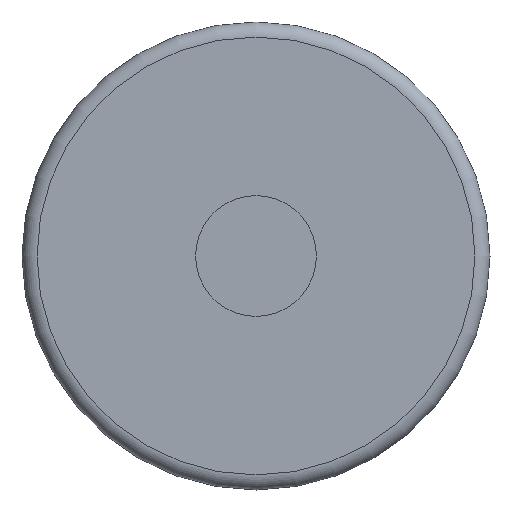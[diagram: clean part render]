
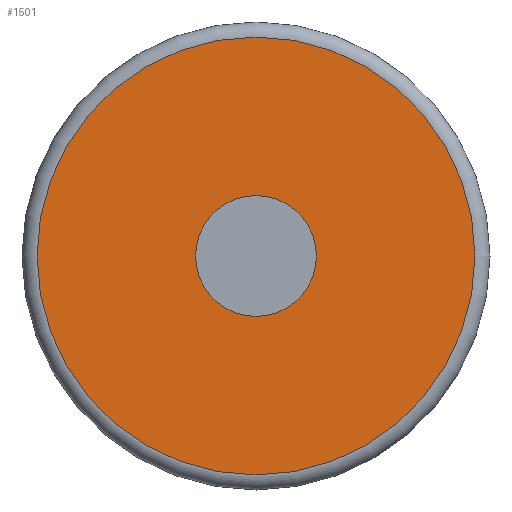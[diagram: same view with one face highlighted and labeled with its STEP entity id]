
A CAD part, left-side view. The second image highlights one B-rep face of the part: STEP entity #1501.
In plain terms, the highlighted planar face has unit normal (-1, 0, 0).
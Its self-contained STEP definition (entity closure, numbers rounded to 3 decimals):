
#18=FACE_BOUND('',#308,.T.);
#89=PLANE('',#1737);
#197=FACE_OUTER_BOUND('',#307,.T.);
#307=EDGE_LOOP('',(#1356));
#308=EDGE_LOOP('',(#1357));
#513=CIRCLE('',#1523,2.);
#619=CIRCLE('',#1735,7.25);
#621=VERTEX_POINT('',#2276);
#727=VERTEX_POINT('',#2696);
#728=EDGE_CURVE('',#621,#621,#513,.T.);
#936=EDGE_CURVE('',#727,#727,#619,.T.);
#1356=ORIENTED_EDGE('',*,*,#936,.T.);
#1357=ORIENTED_EDGE('',*,*,#728,.T.);
#1501=ADVANCED_FACE('',(#197,#18),#89,.T.);
#1523=AXIS2_PLACEMENT_3D('',#2277,#1742,#1743);
#1735=AXIS2_PLACEMENT_3D('',#2697,#2268,#2269);
#1737=AXIS2_PLACEMENT_3D('',#2699,#2272,#2273);
#1742=DIRECTION('center_axis',(1.,0.,0.));
#1743=DIRECTION('ref_axis',(0.,0.,1.));
#2268=DIRECTION('center_axis',(-1.,0.,0.));
#2269=DIRECTION('ref_axis',(0.,0.,1.));
#2272=DIRECTION('center_axis',(-1.,0.,0.));
#2273=DIRECTION('ref_axis',(0.,0.,1.));
#2276=CARTESIAN_POINT('',(-21.5,0.,-2.));
#2277=CARTESIAN_POINT('Origin',(-21.5,0.,0.));
#2696=CARTESIAN_POINT('',(-21.5,0.,-7.25));
#2697=CARTESIAN_POINT('Origin',(-21.5,0.,0.));
#2699=CARTESIAN_POINT('Origin',(-21.5,0.,0.));
